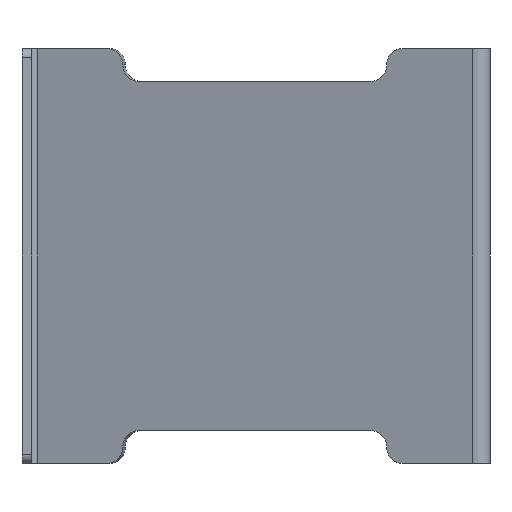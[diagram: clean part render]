
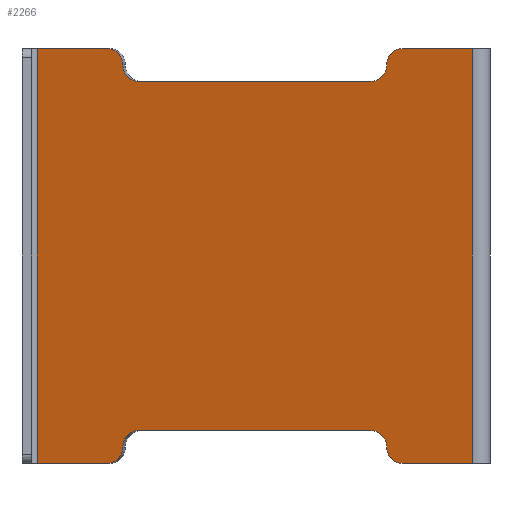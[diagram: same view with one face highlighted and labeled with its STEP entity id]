
A CAD part, left-side view. The second image highlights one B-rep face of the part: STEP entity #2266.
In plain terms, the highlighted planar face has unit normal (-0.961, 0.276, 0).
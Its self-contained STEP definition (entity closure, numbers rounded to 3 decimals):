
#22 = VERTEX_POINT ( 'NONE', #558 ) ;
#46 = AXIS2_PLACEMENT_3D ( 'NONE', #1427, #2195, #1979 ) ;
#50 = DIRECTION ( 'NONE',  ( 0., 0., -1. ) ) ;
#53 = CARTESIAN_POINT ( 'NONE',  ( -2.994, 20.091, -40.825 ) ) ;
#74 = CARTESIAN_POINT ( 'NONE',  ( 14.134, 79.825, 40.825 ) ) ;
#97 = CARTESIAN_POINT ( 'NONE',  ( -2.029, 23.455, -37.325 ) ) ;
#102 = CARTESIAN_POINT ( 'NONE',  ( 18.407, 94.724, -44.325 ) ) ;
#110 = DIRECTION ( 'NONE',  ( 0.961, -0.276, 0. ) ) ;
#147 = EDGE_CURVE ( 'NONE', #1592, #753, #1828, .T. ) ;
#163 = VERTEX_POINT ( 'NONE', #1356 ) ;
#184 = ORIENTED_EDGE ( 'NONE', *, *, #1048, .F. ) ;
#189 = DIRECTION ( 'NONE',  ( -0.276, -0.961, 0. ) ) ;
#195 = VECTOR ( 'NONE', #2226, 1000. ) ;
#197 = VERTEX_POINT ( 'NONE', #1012 ) ;
#206 = EDGE_CURVE ( 'NONE', #995, #2134, #849, .T. ) ;
#242 = ORIENTED_EDGE ( 'NONE', *, *, #147, .F. ) ;
#301 = DIRECTION ( 'NONE',  ( -0.276, -0.961, 0. ) ) ;
#317 = DIRECTION ( 'NONE',  ( 0.276, 0.961, 0. ) ) ;
#351 = CARTESIAN_POINT ( 'NONE',  ( -3.959, 16.726, 44.325 ) ) ;
#362 = EDGE_CURVE ( 'NONE', #1197, #2163, #1408, .T. ) ;
#367 = CARTESIAN_POINT ( 'NONE',  ( -8.597, 0.551, -44.325 ) ) ;
#453 = VECTOR ( 'NONE', #618, 1000. ) ;
#528 = AXIS2_PLACEMENT_3D ( 'NONE', #989, #766, #1502 ) ;
#558 = CARTESIAN_POINT ( 'NONE',  ( -2.029, 23.455, 37.325 ) ) ;
#578 = ORIENTED_EDGE ( 'NONE', *, *, #596, .T. ) ;
#579 = VECTOR ( 'NONE', #189, 1000. ) ;
#590 = PLANE ( 'NONE',  #615 ) ;
#595 = ORIENTED_EDGE ( 'NONE', *, *, #206, .T. ) ;
#596 = EDGE_CURVE ( 'NONE', #662, #995, #1530, .T. ) ;
#600 = DIRECTION ( 'NONE',  ( -0.276, -0.961, 0. ) ) ;
#610 = EDGE_CURVE ( 'NONE', #22, #197, #1726, .T. ) ;
#615 = AXIS2_PLACEMENT_3D ( 'NONE', #367, #1635, #2370 ) ;
#618 = DIRECTION ( 'NONE',  ( -0.276, -0.961, 0. ) ) ;
#623 = AXIS2_PLACEMENT_3D ( 'NONE', #2167, #1994, #1834 ) ;
#627 = CARTESIAN_POINT ( 'NONE',  ( -3.959, 16.726, -44.325 ) ) ;
#647 = CIRCLE ( 'NONE', #1993, 3.5 ) ;
#662 = VERTEX_POINT ( 'NONE', #1128 ) ;
#692 = EDGE_CURVE ( 'NONE', #883, #1675, #992, .T. ) ;
#719 = EDGE_CURVE ( 'NONE', #197, #1842, #2108, .T. ) ;
#732 = ORIENTED_EDGE ( 'NONE', *, *, #1600, .T. ) ;
#736 = EDGE_CURVE ( 'NONE', #2284, #2244, #647, .T. ) ;
#753 = VERTEX_POINT ( 'NONE', #2155 ) ;
#755 = LINE ( 'NONE', #1841, #195 ) ;
#766 = DIRECTION ( 'NONE',  ( -0.961, 0.276, 0. ) ) ;
#803 = CARTESIAN_POINT ( 'NONE',  ( 14.134, 79.825, -44.325 ) ) ;
#808 = DIRECTION ( 'NONE',  ( 0.961, -0.276, 0. ) ) ;
#812 = CARTESIAN_POINT ( 'NONE',  ( 14.134, 79.825, 44.325 ) ) ;
#832 = ORIENTED_EDGE ( 'NONE', *, *, #1725, .F. ) ;
#849 = LINE ( 'NONE', #1757, #1567 ) ;
#862 = CARTESIAN_POINT ( 'NONE',  ( 12.205, 73.096, -37.325 ) ) ;
#870 = ORIENTED_EDGE ( 'NONE', *, *, #719, .F. ) ;
#883 = VERTEX_POINT ( 'NONE', #53 ) ;
#884 = CARTESIAN_POINT ( 'NONE',  ( -3.959, 16.726, 44.325 ) ) ;
#897 = CARTESIAN_POINT ( 'NONE',  ( 13.17, 76.46, -40.825 ) ) ;
#974 = DIRECTION ( 'NONE',  ( -0.961, 0.276, 0. ) ) ;
#979 = LINE ( 'NONE', #627, #1003 ) ;
#986 = DIRECTION ( 'NONE',  ( 0.961, -0.276, 0. ) ) ;
#989 = CARTESIAN_POINT ( 'NONE',  ( -2.029, 23.455, 40.825 ) ) ;
#992 = CIRCLE ( 'NONE', #2340, 3.5 ) ;
#995 = VERTEX_POINT ( 'NONE', #102 ) ;
#1003 = VECTOR ( 'NONE', #600, 1000. ) ;
#1009 = CIRCLE ( 'NONE', #623, 3.5 ) ;
#1012 = CARTESIAN_POINT ( 'NONE',  ( -2.994, 20.091, 40.825 ) ) ;
#1048 = EDGE_CURVE ( 'NONE', #2244, #2134, #1290, .T. ) ;
#1055 = EDGE_CURVE ( 'NONE', #662, #1592, #1548, .T. ) ;
#1074 = LINE ( 'NONE', #884, #579 ) ;
#1096 = ORIENTED_EDGE ( 'NONE', *, *, #1802, .F. ) ;
#1115 = VECTOR ( 'NONE', #2115, 1000. ) ;
#1128 = CARTESIAN_POINT ( 'NONE',  ( 18.407, 94.724, 44.325 ) ) ;
#1187 = ORIENTED_EDGE ( 'NONE', *, *, #1055, .F. ) ;
#1197 = VERTEX_POINT ( 'NONE', #2107 ) ;
#1206 = CARTESIAN_POINT ( 'NONE',  ( -8.231, 1.827, -44.325 ) ) ;
#1268 = CARTESIAN_POINT ( 'NONE',  ( -8.231, 1.827, 44.325 ) ) ;
#1290 = CIRCLE ( 'NONE', #1921, 3.5 ) ;
#1330 = VECTOR ( 'NONE', #1971, 1000. ) ;
#1356 = CARTESIAN_POINT ( 'NONE',  ( -3.959, 16.726, -44.325 ) ) ;
#1364 = VERTEX_POINT ( 'NONE', #1625 ) ;
#1406 = DIRECTION ( 'NONE',  ( 0., 0., 1. ) ) ;
#1408 = LINE ( 'NONE', #1206, #1330 ) ;
#1427 = CARTESIAN_POINT ( 'NONE',  ( -3.959, 16.726, -40.825 ) ) ;
#1433 = ORIENTED_EDGE ( 'NONE', *, *, #692, .F. ) ;
#1451 = CARTESIAN_POINT ( 'NONE',  ( -3.959, 16.726, 40.825 ) ) ;
#1502 = DIRECTION ( 'NONE',  ( 0., 0., -1. ) ) ;
#1514 = CARTESIAN_POINT ( 'NONE',  ( -2.029, 23.455, -40.825 ) ) ;
#1530 = LINE ( 'NONE', #2225, #1684 ) ;
#1548 = LINE ( 'NONE', #2317, #453 ) ;
#1567 = VECTOR ( 'NONE', #301, 1000. ) ;
#1574 = CARTESIAN_POINT ( 'NONE',  ( 12.205, 73.096, -37.325 ) ) ;
#1592 = VERTEX_POINT ( 'NONE', #812 ) ;
#1598 = EDGE_LOOP ( 'NONE', ( #2114, #732, #1433, #832, #1887, #2063, #1096, #870, #1900, #1742, #2010, #242, #1187, #578, #595, #184 ) ) ;
#1600 = EDGE_CURVE ( 'NONE', #2284, #1675, #2139, .T. ) ;
#1625 = CARTESIAN_POINT ( 'NONE',  ( 12.205, 73.096, 37.325 ) ) ;
#1635 = DIRECTION ( 'NONE',  ( 0.961, -0.276, 0. ) ) ;
#1642 = AXIS2_PLACEMENT_3D ( 'NONE', #1451, #110, #317 ) ;
#1675 = VERTEX_POINT ( 'NONE', #97 ) ;
#1684 = VECTOR ( 'NONE', #50, 1000. ) ;
#1725 = EDGE_CURVE ( 'NONE', #163, #883, #2316, .T. ) ;
#1726 = CIRCLE ( 'NONE', #528, 3.5 ) ;
#1742 = ORIENTED_EDGE ( 'NONE', *, *, #2206, .T. ) ;
#1757 = CARTESIAN_POINT ( 'NONE',  ( 18.407, 94.724, -44.325 ) ) ;
#1766 = EDGE_CURVE ( 'NONE', #753, #1364, #1009, .T. ) ;
#1802 = EDGE_CURVE ( 'NONE', #1842, #2163, #1074, .T. ) ;
#1828 = CIRCLE ( 'NONE', #2069, 3.5 ) ;
#1834 = DIRECTION ( 'NONE',  ( 0.276, 0.961, 0. ) ) ;
#1841 = CARTESIAN_POINT ( 'NONE',  ( -2.029, 23.455, 37.325 ) ) ;
#1842 = VERTEX_POINT ( 'NONE', #351 ) ;
#1887 = ORIENTED_EDGE ( 'NONE', *, *, #1998, .T. ) ;
#1900 = ORIENTED_EDGE ( 'NONE', *, *, #610, .F. ) ;
#1921 = AXIS2_PLACEMENT_3D ( 'NONE', #2268, #808, #2135 ) ;
#1971 = DIRECTION ( 'NONE',  ( 0., 0., 1. ) ) ;
#1979 = DIRECTION ( 'NONE',  ( 0., 0., -1. ) ) ;
#1993 = AXIS2_PLACEMENT_3D ( 'NONE', #2323, #2117, #1406 ) ;
#1994 = DIRECTION ( 'NONE',  ( -0.961, 0.276, 0. ) ) ;
#1998 = EDGE_CURVE ( 'NONE', #163, #1197, #979, .T. ) ;
#2010 = ORIENTED_EDGE ( 'NONE', *, *, #1766, .F. ) ;
#2063 = ORIENTED_EDGE ( 'NONE', *, *, #362, .T. ) ;
#2069 = AXIS2_PLACEMENT_3D ( 'NONE', #74, #986, #2298 ) ;
#2107 = CARTESIAN_POINT ( 'NONE',  ( -8.231, 1.827, -44.325 ) ) ;
#2108 = CIRCLE ( 'NONE', #1642, 3.5 ) ;
#2114 = ORIENTED_EDGE ( 'NONE', *, *, #736, .F. ) ;
#2115 = DIRECTION ( 'NONE',  ( -0.276, -0.961, 0. ) ) ;
#2117 = DIRECTION ( 'NONE',  ( -0.961, 0.276, 0. ) ) ;
#2134 = VERTEX_POINT ( 'NONE', #803 ) ;
#2135 = DIRECTION ( 'NONE',  ( -0.276, -0.961, 0. ) ) ;
#2139 = LINE ( 'NONE', #1574, #1115 ) ;
#2155 = CARTESIAN_POINT ( 'NONE',  ( 13.17, 76.46, 40.825 ) ) ;
#2163 = VERTEX_POINT ( 'NONE', #1268 ) ;
#2167 = CARTESIAN_POINT ( 'NONE',  ( 12.205, 73.096, 40.825 ) ) ;
#2195 = DIRECTION ( 'NONE',  ( 0.961, -0.276, 0. ) ) ;
#2206 = EDGE_CURVE ( 'NONE', #22, #1364, #755, .T. ) ;
#2225 = CARTESIAN_POINT ( 'NONE',  ( 18.407, 94.724, 44.325 ) ) ;
#2226 = DIRECTION ( 'NONE',  ( 0.276, 0.961, 0. ) ) ;
#2239 = FACE_OUTER_BOUND ( 'NONE', #1598, .T. ) ;
#2244 = VERTEX_POINT ( 'NONE', #897 ) ;
#2250 = DIRECTION ( 'NONE',  ( -0.276, -0.961, 0. ) ) ;
#2266 = ADVANCED_FACE ( 'NONE', ( #2239 ), #590, .F. ) ;
#2268 = CARTESIAN_POINT ( 'NONE',  ( 14.134, 79.825, -40.825 ) ) ;
#2284 = VERTEX_POINT ( 'NONE', #862 ) ;
#2298 = DIRECTION ( 'NONE',  ( 0., 0., 1. ) ) ;
#2316 = CIRCLE ( 'NONE', #46, 3.5 ) ;
#2317 = CARTESIAN_POINT ( 'NONE',  ( 18.407, 94.724, 44.325 ) ) ;
#2323 = CARTESIAN_POINT ( 'NONE',  ( 12.205, 73.096, -40.825 ) ) ;
#2340 = AXIS2_PLACEMENT_3D ( 'NONE', #1514, #974, #2250 ) ;
#2370 = DIRECTION ( 'NONE',  ( 0., 0., -1. ) ) ;
